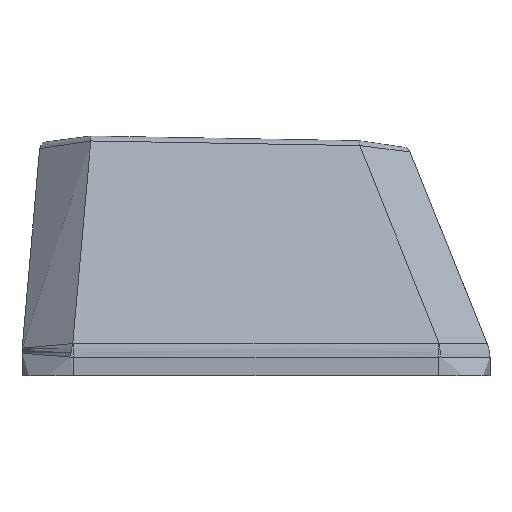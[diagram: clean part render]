
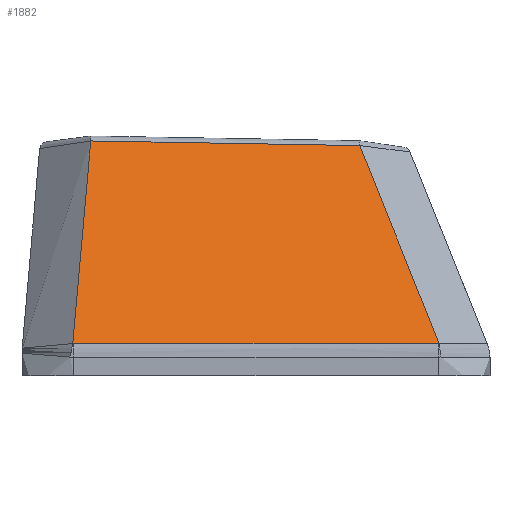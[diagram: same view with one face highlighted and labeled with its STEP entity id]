
A CAD part, left-side view. The second image highlights one B-rep face of the part: STEP entity #1882.
In plain terms, the highlighted free-form (B-spline) face has degree [3, 3] with [4, 4] control points.
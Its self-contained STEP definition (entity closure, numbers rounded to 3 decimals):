
#98=B_SPLINE_SURFACE_WITH_KNOTS('',3,3,((#3910,#3911,#3912,#3913),(#3914,
#3915,#3916,#3917),(#3918,#3919,#3920,#3921),(#3922,#3923,#3924,#3925)),
 .UNSPECIFIED.,.F.,.F.,.F.,(4,4),(4,4),(0.104,0.892),
(0.028,0.97),.UNSPECIFIED.);
#295=FACE_OUTER_BOUND('',#385,.T.);
#385=EDGE_LOOP('',(#1528,#1529,#1530,#1531,#1532,#1533));
#562=B_SPLINE_CURVE_WITH_KNOTS('',3,(#3612,#3613,#3614,#3615),
 .UNSPECIFIED.,.F.,.F.,(4,4),(0.,0.003),
 .UNSPECIFIED.);
#564=B_SPLINE_CURVE_WITH_KNOTS('',3,(#3639,#3640,#3641,#3642),
 .UNSPECIFIED.,.F.,.F.,(4,4),(0.,1.416),.UNSPECIFIED.);
#566=B_SPLINE_CURVE_WITH_KNOTS('',3,(#3666,#3667,#3668,#3669),
 .UNSPECIFIED.,.F.,.F.,(4,4),(0.,0.003),
 .UNSPECIFIED.);
#581=B_SPLINE_CURVE_WITH_KNOTS('',3,(#3927,#3928,#3929,#3930),
 .UNSPECIFIED.,.F.,.F.,(4,4),(0.027,0.904),
 .UNSPECIFIED.);
#582=B_SPLINE_CURVE_WITH_KNOTS('',3,(#3932,#3933,#3934,#3935),
 .UNSPECIFIED.,.F.,.F.,(4,4),(-1.044,0.),
 .UNSPECIFIED.);
#583=B_SPLINE_CURVE_WITH_KNOTS('',3,(#3936,#3937,#3938,#3939),
 .UNSPECIFIED.,.F.,.F.,(4,4),(-0.867,-0.025),
 .UNSPECIFIED.);
#803=VERTEX_POINT('',#3574);
#805=VERTEX_POINT('',#3605);
#807=VERTEX_POINT('',#3632);
#809=VERTEX_POINT('',#3659);
#825=VERTEX_POINT('',#3926);
#826=VERTEX_POINT('',#3931);
#1055=EDGE_CURVE('',#803,#805,#562,.T.);
#1058=EDGE_CURVE('',#805,#807,#564,.T.);
#1061=EDGE_CURVE('',#807,#809,#566,.T.);
#1085=EDGE_CURVE('',#825,#803,#581,.T.);
#1086=EDGE_CURVE('',#826,#825,#582,.T.);
#1087=EDGE_CURVE('',#809,#826,#583,.T.);
#1528=ORIENTED_EDGE('',*,*,#1061,.F.);
#1529=ORIENTED_EDGE('',*,*,#1058,.F.);
#1530=ORIENTED_EDGE('',*,*,#1055,.F.);
#1531=ORIENTED_EDGE('',*,*,#1085,.F.);
#1532=ORIENTED_EDGE('',*,*,#1086,.F.);
#1533=ORIENTED_EDGE('',*,*,#1087,.F.);
#1882=ADVANCED_FACE('',(#295),#98,.T.);
#3574=CARTESIAN_POINT('',(-8.981,-7.107,0.26));
#3605=CARTESIAN_POINT('',(-8.982,-7.081,0.258));
#3612=CARTESIAN_POINT('Ctrl Pts',(-8.981,-7.107,0.26));
#3613=CARTESIAN_POINT('Ctrl Pts',(-8.982,-7.098,0.259));
#3614=CARTESIAN_POINT('Ctrl Pts',(-8.982,-7.089,0.258));
#3615=CARTESIAN_POINT('Ctrl Pts',(-8.982,-7.081,0.258));
#3632=CARTESIAN_POINT('',(-8.986,7.08,0.253));
#3639=CARTESIAN_POINT('Ctrl Pts',(-8.982,-7.081,0.258));
#3640=CARTESIAN_POINT('Ctrl Pts',(-8.984,-2.36,0.256));
#3641=CARTESIAN_POINT('Ctrl Pts',(-8.985,2.36,0.255));
#3642=CARTESIAN_POINT('Ctrl Pts',(-8.986,7.08,0.253));
#3659=CARTESIAN_POINT('',(-8.985,7.111,0.256));
#3666=CARTESIAN_POINT('Ctrl Pts',(-8.986,7.08,0.253));
#3667=CARTESIAN_POINT('Ctrl Pts',(-8.986,7.091,0.253));
#3668=CARTESIAN_POINT('Ctrl Pts',(-8.986,7.101,0.254));
#3669=CARTESIAN_POINT('Ctrl Pts',(-8.985,7.111,0.256));
#3910=CARTESIAN_POINT('Ctrl Pts',(-6.056,-4.415,7.937));
#3911=CARTESIAN_POINT('Ctrl Pts',(-7.033,-5.314,5.374));
#3912=CARTESIAN_POINT('Ctrl Pts',(-8.01,-6.213,2.811));
#3913=CARTESIAN_POINT('Ctrl Pts',(-8.986,-7.111,0.247));
#3914=CARTESIAN_POINT('Ctrl Pts',(-6.056,-0.667,8.));
#3915=CARTESIAN_POINT('Ctrl Pts',(-7.033,-1.235,5.417));
#3916=CARTESIAN_POINT('Ctrl Pts',(-8.01,-1.803,2.833));
#3917=CARTESIAN_POINT('Ctrl Pts',(-8.986,-2.37,0.249));
#3918=CARTESIAN_POINT('Ctrl Pts',(-6.056,3.08,8.063));
#3919=CARTESIAN_POINT('Ctrl Pts',(-7.033,2.844,5.459));
#3920=CARTESIAN_POINT('Ctrl Pts',(-8.01,2.607,2.855));
#3921=CARTESIAN_POINT('Ctrl Pts',(-8.986,2.37,0.251));
#3922=CARTESIAN_POINT('Ctrl Pts',(-6.056,6.828,8.126));
#3923=CARTESIAN_POINT('Ctrl Pts',(-7.033,6.923,5.502));
#3924=CARTESIAN_POINT('Ctrl Pts',(-8.01,7.017,2.878));
#3925=CARTESIAN_POINT('Ctrl Pts',(-8.986,7.111,0.253));
#3926=CARTESIAN_POINT('',(-6.058,-4.026,7.94));
#3927=CARTESIAN_POINT('Ctrl Pts',(-6.058,-4.026,7.94));
#3928=CARTESIAN_POINT('Ctrl Pts',(-7.031,-5.052,5.38));
#3929=CARTESIAN_POINT('Ctrl Pts',(-8.006,-6.079,2.82));
#3930=CARTESIAN_POINT('Ctrl Pts',(-8.981,-7.107,0.26));
#3931=CARTESIAN_POINT('',(-6.056,6.412,8.119));
#3932=CARTESIAN_POINT('Ctrl Pts',(-6.056,6.412,8.119));
#3933=CARTESIAN_POINT('Ctrl Pts',(-6.057,2.933,8.06));
#3934=CARTESIAN_POINT('Ctrl Pts',(-6.057,-0.547,8.));
#3935=CARTESIAN_POINT('Ctrl Pts',(-6.058,-4.026,7.94));
#3936=CARTESIAN_POINT('Ctrl Pts',(-8.985,7.111,0.256));
#3937=CARTESIAN_POINT('Ctrl Pts',(-8.01,6.879,2.877));
#3938=CARTESIAN_POINT('Ctrl Pts',(-7.034,6.646,5.498));
#3939=CARTESIAN_POINT('Ctrl Pts',(-6.056,6.412,8.119));
